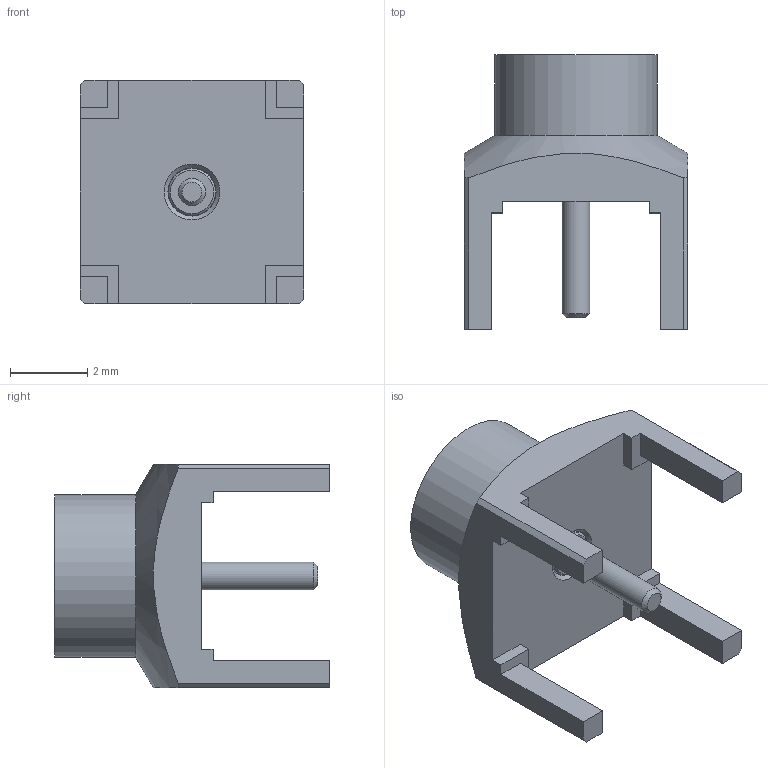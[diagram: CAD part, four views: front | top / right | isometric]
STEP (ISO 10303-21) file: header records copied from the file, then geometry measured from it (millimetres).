
FILE_DESCRIPTION(/* description */ ('STEP AP214'),/* implementation_level */ '2;1');
FILE_NAME(/* name */ 'SMP-PF-P-HG-ST-TH2',/* time_stamp */ '2023-07-26T10:49:03+02:00',/* author */ ('License CC BY-ND 4.0'),/* organization */ ('CADENAS'),/* preprocessor_version */ 'ST-DEVELOPER v19.3',/* originating_system */ 'PARTsolutions',/* authorisation */ ' ');
FILE_SCHEMA (('AUTOMOTIVE_DESIGN {1 0 10303 214 3 1 1}'));
Length unit declared in the file: millimetre
Products named in the file (4): SMP-PF-P-HG-ST-TH2; SMP-PF-P-HG-ST-TH2_p; SMP-PF-P-HG-ST-TH2_i; SMP-PF-P-HG-ST-TH2_s
Assembly tree (3 placements, depth 2):
  SMP-PF-P-HG-ST-TH2
    SMP-PF-P-HG-ST-TH2_p
    SMP-PF-P-HG-ST-TH2_i
    SMP-PF-P-HG-ST-TH2_s
Bounding box: 5.78 x 7.09 x 5.78 mm (x, y, z)
Volume: 61.8 mm3; surface area: 201.1 mm2
Topology: 3 solids, 3 shells, 61 faces, 144 edges, 92 vertices
Faces by surface type: plane 37, cylinder 14, cone 10
Full cylindrical faces by diameter (mm): 0.38 x2, 0.71 x1, 1 x1, 1.22 x1, 1.24 x1, 3.05 x1, 3.17 x1, 3.61 x1, 4.2 x1
Entity records: 1750 total; most frequent: CARTESIAN_POINT 299, DIRECTION 284, ORIENTED_EDGE 246, EDGE_CURVE 123, AXIS2_PLACEMENT_3D 100, VERTEX_POINT 91, EDGE_LOOP 88, FACE_BOUND 88
